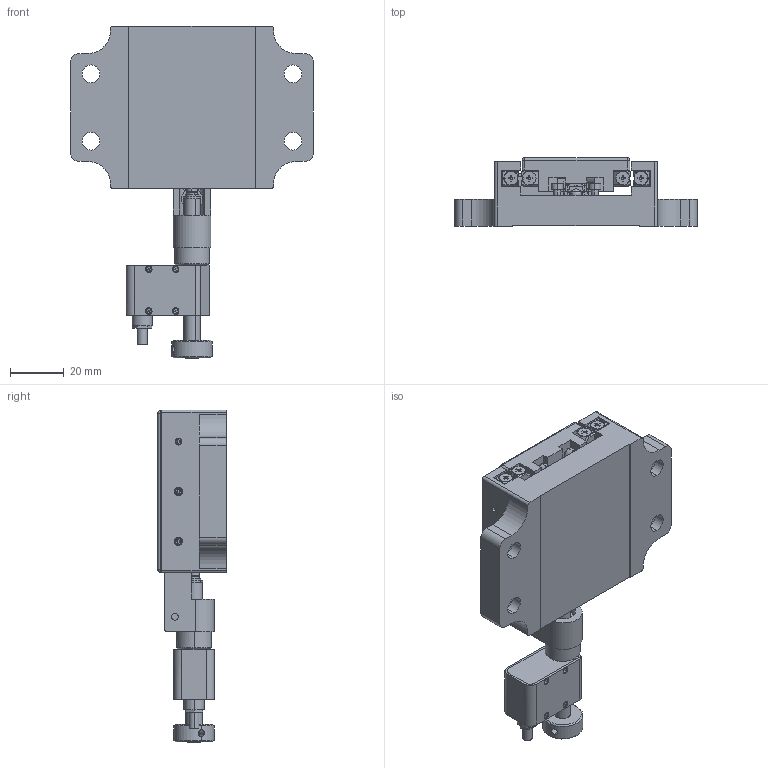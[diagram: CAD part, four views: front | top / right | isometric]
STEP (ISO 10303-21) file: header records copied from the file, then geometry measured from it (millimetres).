
FILE_DESCRIPTION (( 'STEP AP203' ), '1' );
FILE_NAME ('08PLC1-0.5M.STEP', '2025-01-10T01:34:16', ( '' ), ( '' ), 'SwSTEP 2.0', 'SolidWorks 2024', '' );
FILE_SCHEMA (( 'CONFIG_CONTROL_DESIGN' ));
Length unit declared in the file: millimetre
Products named in the file (1): 08PLC1-0.5M
Bounding box: 90 x 25.5 x 123.27 mm (x, y, z)
Surface area: 39063.3 mm2 (no closed solid volume)
Topology: 0 solids, 45 shells, 692 faces, 2118 edges, 1410 vertices
Faces by surface type: plane 413, cylinder 162, cone 106, torus 6, sphere 4, bspline 1
Entity records: 25877 total; most frequent: CARTESIAN_POINT 7696, ORIENTED_EDGE 3678, DIRECTION 3461, EDGE_CURVE 2112, VERTEX_POINT 1410, AXIS2_PLACEMENT_3D 1183, VECTOR 1095, LINE 1095
